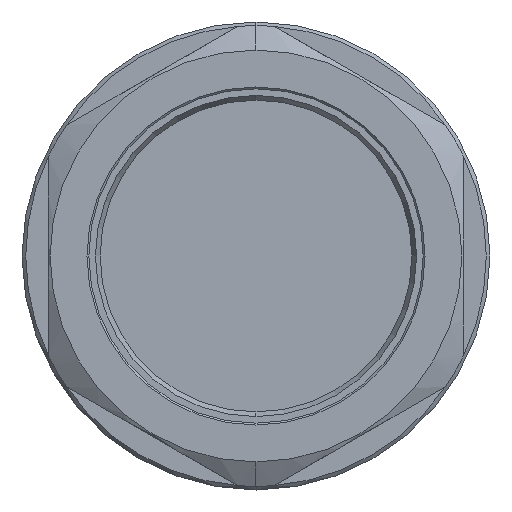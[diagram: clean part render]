
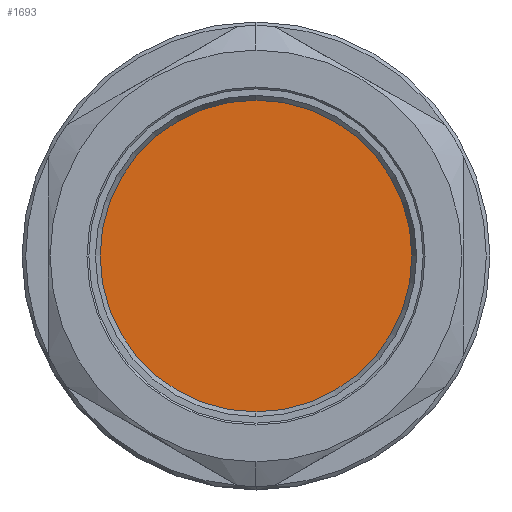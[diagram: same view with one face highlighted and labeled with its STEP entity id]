
A CAD part, left-side view. The second image highlights one B-rep face of the part: STEP entity #1693.
In plain terms, the highlighted planar face has unit normal (-1, 0, 0).
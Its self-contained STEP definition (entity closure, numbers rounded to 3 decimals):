
#250 = EDGE_LOOP ( 'NONE', ( #3208, #2066 ) ) ;
#356 = PLANE ( 'NONE',  #1244 ) ;
#1160 = FACE_OUTER_BOUND ( 'NONE', #250, .T. ) ;
#1244 = AXIS2_PLACEMENT_3D ( 'NONE', #6199, #1290, #5203 ) ;
#1290 = DIRECTION ( 'NONE',  ( -1., 0., 0. ) ) ;
#1339 = EDGE_CURVE ( 'NONE', #4956, #4039, #4670, .T. ) ;
#1477 = CARTESIAN_POINT ( 'NONE',  ( 1.566, 0., 0. ) ) ;
#1693 = ADVANCED_FACE ( 'NONE', ( #1160 ), #356, .T. ) ;
#1715 = DIRECTION ( 'NONE',  ( 0., 0., 1. ) ) ;
#2066 = ORIENTED_EDGE ( 'NONE', *, *, #1339, .F. ) ;
#2236 = DIRECTION ( 'NONE',  ( 1., 0., 0. ) ) ;
#2287 = AXIS2_PLACEMENT_3D ( 'NONE', #4206, #2236, #1715 ) ;
#2469 = CARTESIAN_POINT ( 'NONE',  ( 1.566, 0., -8.325 ) ) ;
#2707 = CARTESIAN_POINT ( 'NONE',  ( 1.566, 0., 8.325 ) ) ;
#3208 = ORIENTED_EDGE ( 'NONE', *, *, #5215, .F. ) ;
#3540 = AXIS2_PLACEMENT_3D ( 'NONE', #1477, #4368, #5878 ) ;
#4039 = VERTEX_POINT ( 'NONE', #2707 ) ;
#4206 = CARTESIAN_POINT ( 'NONE',  ( 1.566, 0., 0. ) ) ;
#4239 = CIRCLE ( 'NONE', #2287, 8.325 ) ;
#4368 = DIRECTION ( 'NONE',  ( 1., 0., 0. ) ) ;
#4670 = CIRCLE ( 'NONE', #3540, 8.325 ) ;
#4956 = VERTEX_POINT ( 'NONE', #2469 ) ;
#5203 = DIRECTION ( 'NONE',  ( 0., 0., 1. ) ) ;
#5215 = EDGE_CURVE ( 'NONE', #4039, #4956, #4239, .T. ) ;
#5878 = DIRECTION ( 'NONE',  ( 0., 0., 1. ) ) ;
#6199 = CARTESIAN_POINT ( 'NONE',  ( 1.566, 0., 0. ) ) ;
